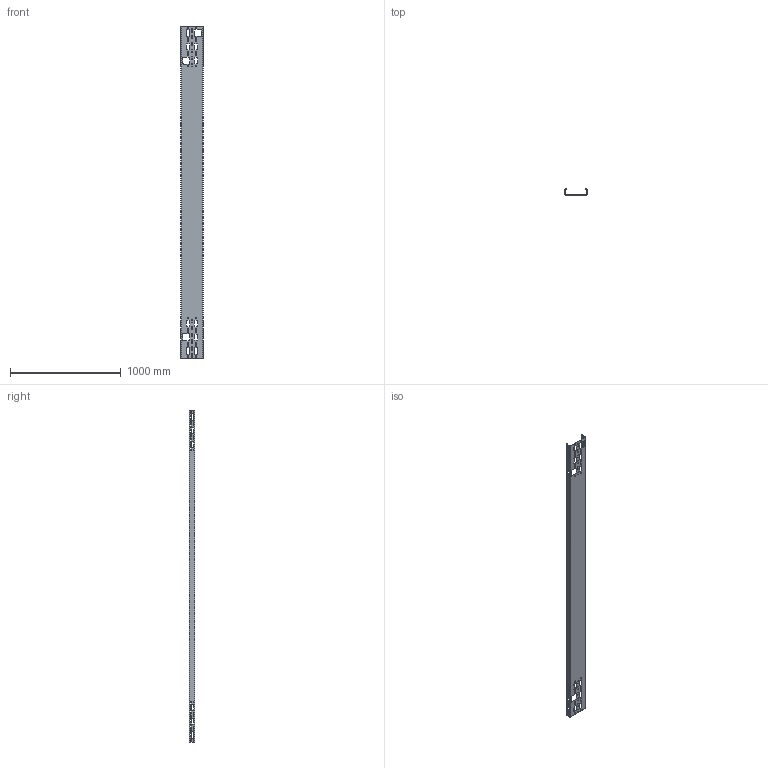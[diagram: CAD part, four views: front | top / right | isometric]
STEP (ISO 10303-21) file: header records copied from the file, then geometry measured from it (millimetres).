
FILE_DESCRIPTION((''),'2;1');
FILE_NAME('6075345','2012-08-09T',('AndreasKeweloh'),(''),'PRO/ENGINEER BY PARAMETRIC TECHNOLOGY CORPORATION, 2012130','PRO/ENGINEER BY PARAMETRIC TECHNOLOGY CORPORATION, 2012130','');
FILE_SCHEMA(('CONFIG_CONTROL_DESIGN'));
Length unit declared in the file: millimetre
Products named in the file (1): 6075345
Bounding box: 200 x 50 x 3000 mm (x, y, z)
Volume: 1314391.5 mm3; surface area: 1775979.1 mm2
Topology: 1 solids, 1 shells, 674 faces, 1984 edges, 1312 vertices
Faces by surface type: cylinder 356, plane 318
Entity records: 23142 total; most frequent: DIRECTION 4044, CARTESIAN_POINT 3970, ORIENTED_EDGE 3968, EDGE_CURVE 1984, AXIS2_PLACEMENT_3D 1386, VERTEX_POINT 1312, VECTOR 1272, LINE 1272
